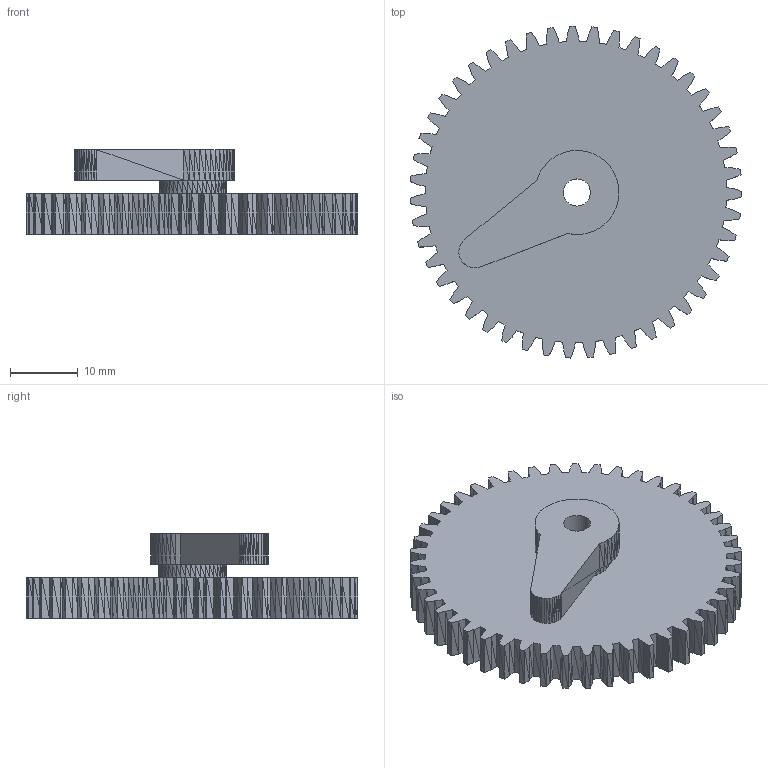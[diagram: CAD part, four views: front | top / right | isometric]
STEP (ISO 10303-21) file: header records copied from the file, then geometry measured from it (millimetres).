
FILE_DESCRIPTION(/* description */ (''),/* implementation_level */ '2;1');
FILE_NAME(/* name */ 'gear1.step',/* time_stamp */ '2025-08-25T16:47:56-03:00',/* author */ (''),/* organization */ (''),/* preprocessor_version */ 'ST-DEVELOPER v20.1',/* originating_system */ 'Autodesk Translation Framework v14.10.0.0',/* authorisation */ '');
FILE_SCHEMA (('AUTOMOTIVE_DESIGN { 1 0 10303 214 3 1 1 }'));
Length unit declared in the file: millimetre
Products named in the file (1): (Sin guardar)
Bounding box: 48.98 x 48.99 x 12.5 mm (x, y, z)
Volume: 11172.6 mm3; surface area: 5995.8 mm2
Topology: 1 solids, 1 shells, 857 faces, 1617 edges, 763 vertices
Faces by surface type: plane 856, cylinder 1
Full cylindrical faces by diameter (mm): 4 x1
Entity records: 19750 total; most frequent: DIRECTION 3335, CARTESIAN_POINT 3238, ORIENTED_EDGE 3234, EDGE_CURVE 1617, LINE 1615, VECTOR 1615, EDGE_LOOP 860, AXIS2_PLACEMENT_3D 860
